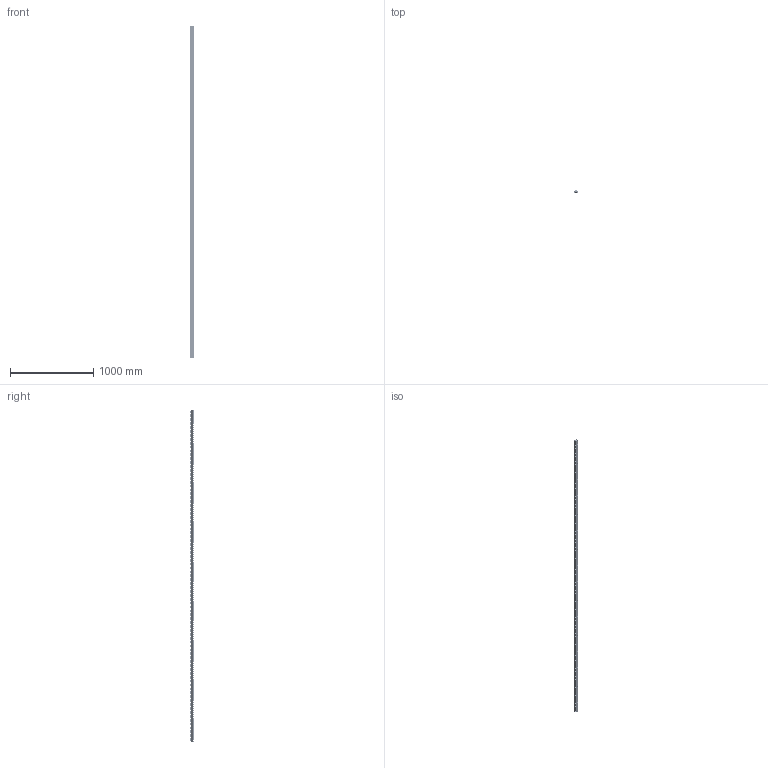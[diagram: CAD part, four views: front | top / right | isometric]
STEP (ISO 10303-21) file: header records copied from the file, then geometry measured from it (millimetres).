
FILE_DESCRIPTION(/* description */ ('STEP AP203'),/* implementation_level */ '2;1');
FILE_NAME(/* name */ 'ZRF47.4000.stp',/* time_stamp */ '2022-07-12T14:03:50+02:00',/* author */ ('stefan.nesic'),/* organization */ (''),/* preprocessor_version */ 'ST-DEVELOPER v18.1',/* originating_system */ 'Autodesk Inventor 2021',/* authorisation */ '');
FILE_SCHEMA (('CONFIG_CONTROL_DESIGN'));
Length unit declared in the file: millimetre
Products named in the file (3): ZRF47.4000; 015.200.007_2_100_A macchina_; 015.200.007_1
Assembly tree (86 placements, depth 2):
  ZRF47.4000
    015.200.007_2_100_A macchina_
    015.200.007_1  x85
Bounding box: 41 x 50.98 x 4000 mm (x, y, z)
Volume: 1985428.5 mm3; surface area: 1869401.8 mm2
Topology: 256 solids, 256 shells, 6878 faces, 19098 edges, 12647 vertices
Faces by surface type: plane 4374, cylinder 1824, torus 425, bspline 170, cone 85
Full cylindrical faces by diameter (mm): 3 x170, 6 x510, 30 x85, 33 x85, 45 x85
Entity records: 107857 total; most frequent: ORIENTED_EDGE 19044, CARTESIAN_POINT 18856, DIRECTION 18584, EDGE_CURVE 9522, VERTEX_POINT 6347, LINE 6326, VECTOR 6326, AXIS2_PLACEMENT_3D 6129
